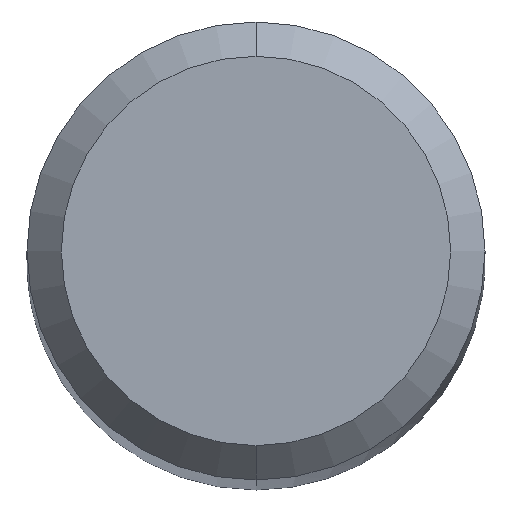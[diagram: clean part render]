
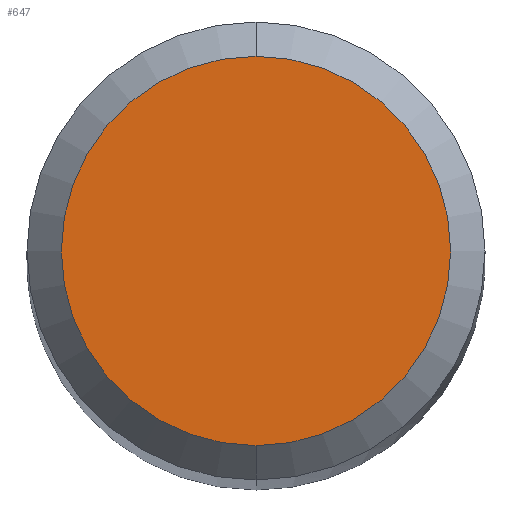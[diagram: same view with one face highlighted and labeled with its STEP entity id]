
A CAD part, top view. The second image highlights one B-rep face of the part: STEP entity #647.
In plain terms, the highlighted planar face has unit normal (0, 0, 1).
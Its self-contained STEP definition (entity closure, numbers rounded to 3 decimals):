
#553=VERTEX_POINT('',#1258);
#607=EDGE_CURVE('',#689,#553,#1318,.T.);
#647=ADVANCED_FACE('',(#1359),#1360,.T.);
#689=VERTEX_POINT('',#1409);
#793=EDGE_CURVE('',#553,#689,#1518,.T.);
#1258=CARTESIAN_POINT('',(0.0,1.7,0.0));
#1318=CIRCLE('',#7810,1.7);
#1359=FACE_OUTER_BOUND('',#8277,.T.);
#1360=PLANE('',#8278);
#1409=CARTESIAN_POINT('',(0.,-1.7,0.0));
#1518=CIRCLE('',#9118,1.7);
#7810=AXIS2_PLACEMENT_3D('',#10943,#10944,#10945);
#8277=EDGE_LOOP('',(#10963,#10964));
#8278=AXIS2_PLACEMENT_3D('',#10965,#10966,#10967);
#9118=AXIS2_PLACEMENT_3D('',#11108,#11109,#11110);
#10943=CARTESIAN_POINT('',(0.0,0.0,0.0));
#10944=DIRECTION('',(0.0,0.0,-1.0));
#10945=DIRECTION('',(0.0,1.0,0.0));
#10963=ORIENTED_EDGE('',*,*,#793,.F.);
#10964=ORIENTED_EDGE('',*,*,#607,.F.);
#10965=CARTESIAN_POINT('',(0.0,0.85,0.0));
#10966=DIRECTION('',(-0.0,0.0,1.0));
#10967=DIRECTION('',(0.0,-1.0,0.0));
#11108=CARTESIAN_POINT('',(0.0,0.0,0.0));
#11109=DIRECTION('',(0.0,0.0,-1.0));
#11110=DIRECTION('',(0.0,1.0,0.0));
